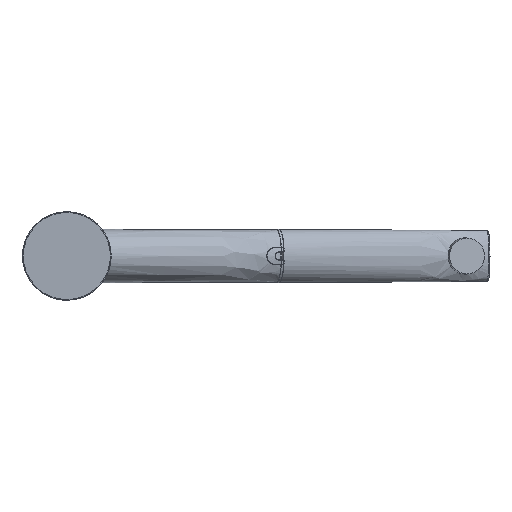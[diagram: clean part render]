
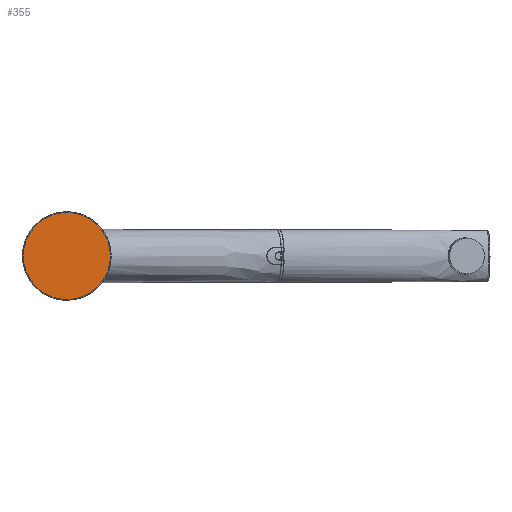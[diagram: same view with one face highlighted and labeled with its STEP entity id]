
A CAD part, front view. The second image highlights one B-rep face of the part: STEP entity #355.
In plain terms, the highlighted planar face has unit normal (0, -1, 0).
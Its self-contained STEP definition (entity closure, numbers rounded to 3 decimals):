
#355=ADVANCED_FACE('',(#807),#808,.T.);
#807=FACE_OUTER_BOUND('',#3222,.T.);
#808=PLANE('',#3223);
#3222=EDGE_LOOP('',(#5268,#5269));
#3223=AXIS2_PLACEMENT_3D('',#5270,#5271,#5272);
#5268=ORIENTED_EDGE('',*,*,#6083,.T.);
#5269=ORIENTED_EDGE('',*,*,#6082,.T.);
#5270=CARTESIAN_POINT('',(0.,-115.0,0.0));
#5271=DIRECTION('',(0.0,-1.0,0.0));
#5272=DIRECTION('',(0.0,0.0,-1.0));
#6082=EDGE_CURVE('',#6980,#6982,#6984,.T.);
#6083=EDGE_CURVE('',#6982,#6980,#6985,.T.);
#6980=VERTEX_POINT('',#11866);
#6982=VERTEX_POINT('',#11868);
#6984=CIRCLE('',#11870,24.1);
#6985=CIRCLE('',#11871,24.1);
#11866=CARTESIAN_POINT('',(-24.1,-115.0,0.0));
#11868=CARTESIAN_POINT('',(24.1,-115.0,0.0));
#11870=AXIS2_PLACEMENT_3D('',#13186,#13187,#13188);
#11871=AXIS2_PLACEMENT_3D('',#13189,#13190,#13191);
#13186=CARTESIAN_POINT('',(0.,-115.0,0.0));
#13187=DIRECTION('',(0.0,-1.0,0.0));
#13188=DIRECTION('',(-1.0,0.0,0.0));
#13189=CARTESIAN_POINT('',(0.,-115.0,0.0));
#13190=DIRECTION('',(0.0,-1.0,0.0));
#13191=DIRECTION('',(1.0,0.0,0.0));
